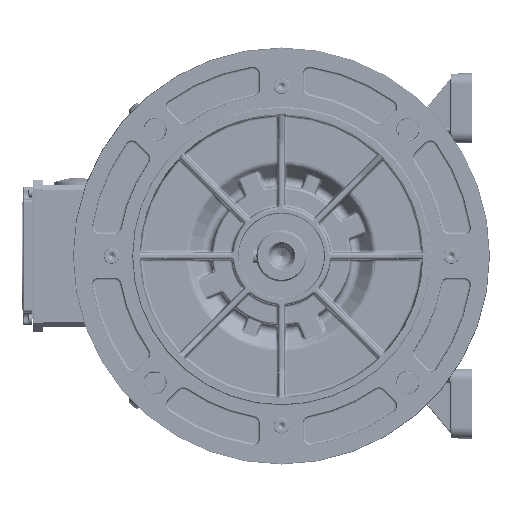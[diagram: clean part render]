
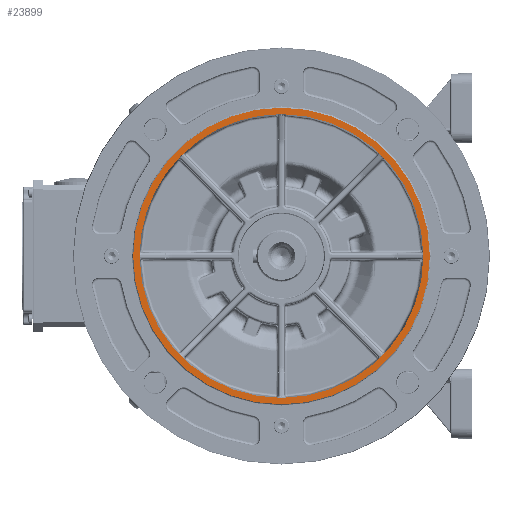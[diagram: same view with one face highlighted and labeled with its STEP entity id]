
A CAD part, left-side view. The second image highlights one B-rep face of the part: STEP entity #23899.
In plain terms, the highlighted planar face has unit normal (-1, 0, 0).
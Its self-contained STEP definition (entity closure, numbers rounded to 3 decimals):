
#14107=PLANE('',#161617);
#15069=FACE_BOUND('',#43688,.T.);
#15070=FACE_BOUND('',#43689,.T.);
#23899=ADVANCED_FACE('',(#15069,#15070),#14107,.T.);
#43688=EDGE_LOOP('',(#82762));
#43689=EDGE_LOOP('',(#82763));
#48880=CIRCLE('',#160888,119.08);
#49109=CIRCLE('',#161616,124.5);
#82762=ORIENTED_EDGE('',*,*,#125875,.F.);
#82763=ORIENTED_EDGE('',*,*,#127130,.T.);
#102630=VERTEX_POINT('',#280461);
#103311=VERTEX_POINT('',#287885);
#125875=EDGE_CURVE('',#102630,#102630,#48880,.T.);
#127130=EDGE_CURVE('',#103311,#103311,#49109,.T.);
#160888=AXIS2_PLACEMENT_3D('',#280460,#191397,#191398);
#161616=AXIS2_PLACEMENT_3D('',#287884,#193029,#193030);
#161617=AXIS2_PLACEMENT_3D('',#287886,#193031,#193032);
#191397=DIRECTION('',(-1.,0.,0.));
#191398=DIRECTION('',(0.,0.,1.));
#193029=DIRECTION('',(-1.,0.,0.));
#193030=DIRECTION('',(0.,0.,1.));
#193031=DIRECTION('',(-1.,0.,0.));
#193032=DIRECTION('',(0.,0.,1.));
#280460=CARTESIAN_POINT('',(-40.,117.,0.));
#280461=CARTESIAN_POINT('',(-40.,117.,119.08));
#287884=CARTESIAN_POINT('',(-40.,117.,0.));
#287885=CARTESIAN_POINT('',(-40.,117.,124.5));
#287886=CARTESIAN_POINT('',(-40.,-8.,0.));
